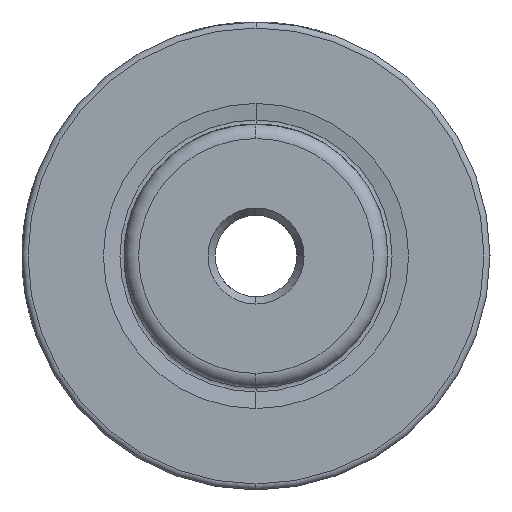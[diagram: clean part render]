
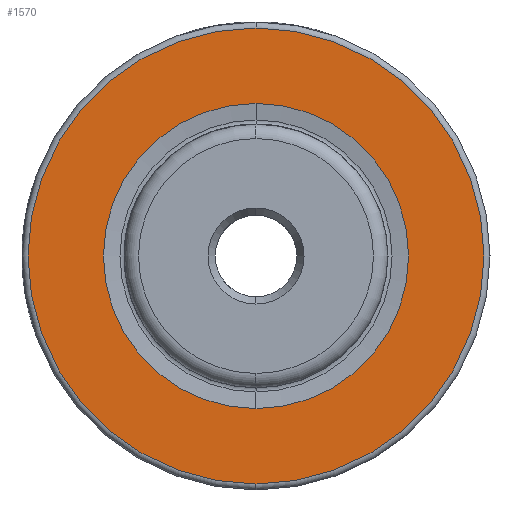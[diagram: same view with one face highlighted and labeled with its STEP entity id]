
A CAD part, left-side view. The second image highlights one B-rep face of the part: STEP entity #1570.
In plain terms, the highlighted planar face has unit normal (-1, 0, 0).
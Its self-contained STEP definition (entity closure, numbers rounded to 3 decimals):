
#19 = EDGE_CURVE ( 'NONE', #2040, #2695, #2515, .T. ) ;
#73 = EDGE_CURVE ( 'NONE', #2641, #1874, #3049, .T. ) ;
#114 = DIRECTION ( 'NONE',  ( 0., 0., 1. ) ) ;
#139 = AXIS2_PLACEMENT_3D ( 'NONE', #3133, #1708, #114 ) ;
#141 = CARTESIAN_POINT ( 'NONE',  ( 0., 0., 0. ) ) ;
#146 = FACE_BOUND ( 'NONE', #1761, .T. ) ;
#315 = AXIS2_PLACEMENT_3D ( 'NONE', #2135, #336, #2171 ) ;
#336 = DIRECTION ( 'NONE',  ( 1., 0., 0. ) ) ;
#839 = CIRCLE ( 'NONE', #139, 19. ) ;
#1027 = CARTESIAN_POINT ( 'NONE',  ( 0., 0., 0. ) ) ;
#1167 = CARTESIAN_POINT ( 'NONE',  ( 0., 0., -19. ) ) ;
#1190 = DIRECTION ( 'NONE',  ( -1., 0., 0. ) ) ;
#1222 = ORIENTED_EDGE ( 'NONE', *, *, #1694, .F. ) ;
#1305 = DIRECTION ( 'NONE',  ( 0., 0., 1. ) ) ;
#1402 = CIRCLE ( 'NONE', #1571, 12.715 ) ;
#1440 = EDGE_LOOP ( 'NONE', ( #2566, #3246 ) ) ;
#1570 = ADVANCED_FACE ( 'NONE', ( #146, #2228 ), #1922, .F. ) ;
#1571 = AXIS2_PLACEMENT_3D ( 'NONE', #1027, #2782, #1305 ) ;
#1585 = EDGE_CURVE ( 'NONE', #2695, #2040, #839, .T. ) ;
#1659 = CARTESIAN_POINT ( 'NONE',  ( 0., 0., 19. ) ) ;
#1694 = EDGE_CURVE ( 'NONE', #1874, #2641, #1402, .T. ) ;
#1708 = DIRECTION ( 'NONE',  ( -1., 0., 0. ) ) ;
#1736 = DIRECTION ( 'NONE',  ( -1., 0., 0. ) ) ;
#1761 = EDGE_LOOP ( 'NONE', ( #1222, #1867 ) ) ;
#1867 = ORIENTED_EDGE ( 'NONE', *, *, #73, .F. ) ;
#1874 = VERTEX_POINT ( 'NONE', #2097 ) ;
#1922 = PLANE ( 'NONE',  #315 ) ;
#2040 = VERTEX_POINT ( 'NONE', #1167 ) ;
#2097 = CARTESIAN_POINT ( 'NONE',  ( 0., 0., 12.715 ) ) ;
#2130 = AXIS2_PLACEMENT_3D ( 'NONE', #141, #1736, #3162 ) ;
#2135 = CARTESIAN_POINT ( 'NONE',  ( 0., 12.715, 0. ) ) ;
#2171 = DIRECTION ( 'NONE',  ( 0., 0., -1. ) ) ;
#2228 = FACE_OUTER_BOUND ( 'NONE', #1440, .T. ) ;
#2407 = CARTESIAN_POINT ( 'NONE',  ( 0., 0., -12.715 ) ) ;
#2464 = AXIS2_PLACEMENT_3D ( 'NONE', #2907, #1190, #2691 ) ;
#2515 = CIRCLE ( 'NONE', #2130, 19. ) ;
#2566 = ORIENTED_EDGE ( 'NONE', *, *, #1585, .T. ) ;
#2641 = VERTEX_POINT ( 'NONE', #2407 ) ;
#2691 = DIRECTION ( 'NONE',  ( 0., 0., 1. ) ) ;
#2695 = VERTEX_POINT ( 'NONE', #1659 ) ;
#2782 = DIRECTION ( 'NONE',  ( -1., 0., 0. ) ) ;
#2907 = CARTESIAN_POINT ( 'NONE',  ( 0., 0., 0. ) ) ;
#3049 = CIRCLE ( 'NONE', #2464, 12.715 ) ;
#3133 = CARTESIAN_POINT ( 'NONE',  ( 0., 0., 0. ) ) ;
#3162 = DIRECTION ( 'NONE',  ( 0., 0., 1. ) ) ;
#3246 = ORIENTED_EDGE ( 'NONE', *, *, #19, .T. ) ;
